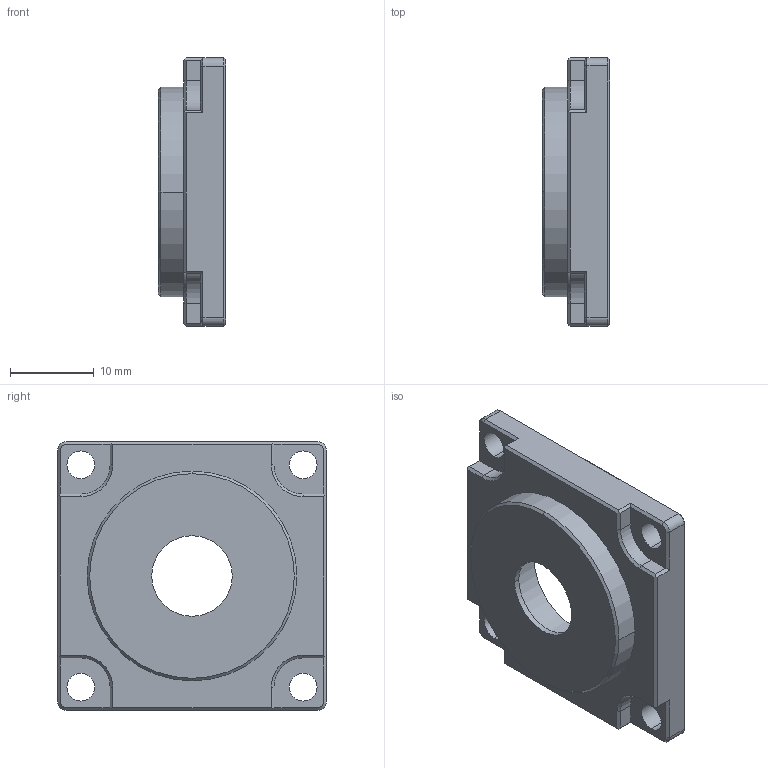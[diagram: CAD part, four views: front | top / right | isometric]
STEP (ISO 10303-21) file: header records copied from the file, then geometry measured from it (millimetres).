
FILE_DESCRIPTION (( 'STEP AP203' ), '1' );
FILE_NAME ('Dummy-0026.STEP_默认_sldprt.STEP', '2025-11-13T14:26:10', ( '' ), ( '' ), 'SwSTEP 2.0', 'SolidWorks 2020', '' );
FILE_SCHEMA (( 'CONFIG_CONTROL_DESIGN' ));
Length unit declared in the file: millimetre
Products named in the file (1): Dummy-0026.STEP_默认_sldprt
Bounding box: 8 x 32 x 32 mm (x, y, z)
Volume: 4086.1 mm3; surface area: 3171.6 mm2
Topology: 1 solids, 1 shells, 107 faces, 260 edges, 160 vertices
Faces by surface type: plane 55, cylinder 28, cone 24
Entity records: 3195 total; most frequent: DIRECTION 560, CARTESIAN_POINT 528, ORIENTED_EDGE 520, EDGE_CURVE 260, AXIS2_PLACEMENT_3D 192, VECTOR 176, LINE 176, VERTEX_POINT 160
